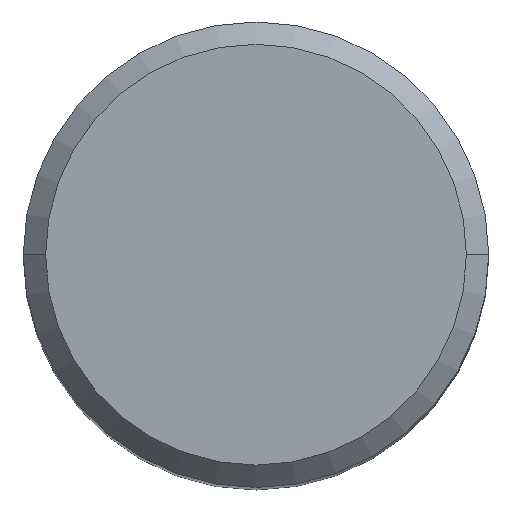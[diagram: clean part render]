
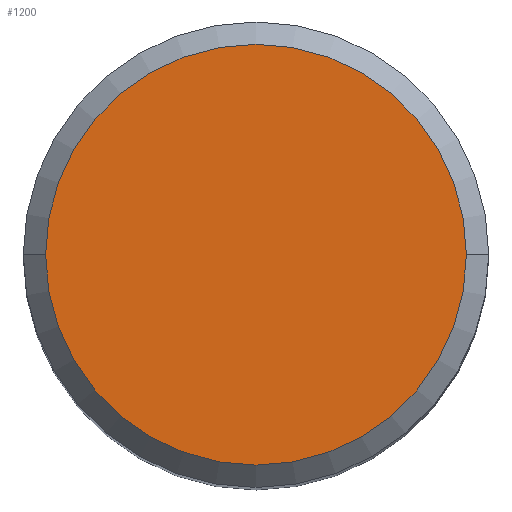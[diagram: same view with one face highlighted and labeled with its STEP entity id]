
A CAD part, top view. The second image highlights one B-rep face of the part: STEP entity #1200.
In plain terms, the highlighted planar face has unit normal (0, 0, 1).
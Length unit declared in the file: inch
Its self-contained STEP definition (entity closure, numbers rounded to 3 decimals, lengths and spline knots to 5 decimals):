
#33 = DIRECTION ( 'NONE',  ( 1., 0., 0. ) ) ;
#126 = DIRECTION ( 'NONE',  ( 0., 0., 1. ) ) ;
#134 = FACE_OUTER_BOUND ( 'NONE', #1333, .T. ) ;
#246 = CIRCLE ( 'NONE', #788, 0.14125 ) ;
#248 = CARTESIAN_POINT ( 'NONE',  ( 0., 0., 2.5 ) ) ;
#344 = CARTESIAN_POINT ( 'NONE',  ( 0.14125, 0., 2.5 ) ) ;
#400 = AXIS2_PLACEMENT_3D ( 'NONE', #1337, #126, #33 ) ;
#429 = CARTESIAN_POINT ( 'NONE',  ( 0., 0., 2.5 ) ) ;
#431 = VERTEX_POINT ( 'NONE', #940 ) ;
#457 = DIRECTION ( 'NONE',  ( 0., 0., 1. ) ) ;
#526 = ORIENTED_EDGE ( 'NONE', *, *, #1243, .T. ) ;
#563 = DIRECTION ( 'NONE',  ( 1., 0., 0. ) ) ;
#588 = DIRECTION ( 'NONE',  ( 0., 0., 1. ) ) ;
#788 = AXIS2_PLACEMENT_3D ( 'NONE', #429, #588, #1353 ) ;
#940 = CARTESIAN_POINT ( 'NONE',  ( -0.14125, 0., 2.5 ) ) ;
#981 = EDGE_CURVE ( 'NONE', #1077, #431, #246, .T. ) ;
#1077 = VERTEX_POINT ( 'NONE', #344 ) ;
#1109 = PLANE ( 'NONE',  #1202 ) ;
#1170 = ORIENTED_EDGE ( 'NONE', *, *, #981, .T. ) ;
#1200 = ADVANCED_FACE ( 'NONE', ( #134 ), #1109, .T. ) ;
#1202 = AXIS2_PLACEMENT_3D ( 'NONE', #248, #457, #563 ) ;
#1243 = EDGE_CURVE ( 'NONE', #431, #1077, #1318, .T. ) ;
#1318 = CIRCLE ( 'NONE', #400, 0.14125 ) ;
#1333 = EDGE_LOOP ( 'NONE', ( #526, #1170 ) ) ;
#1337 = CARTESIAN_POINT ( 'NONE',  ( 0., 0., 2.5 ) ) ;
#1353 = DIRECTION ( 'NONE',  ( 1., 0., 0. ) ) ;
